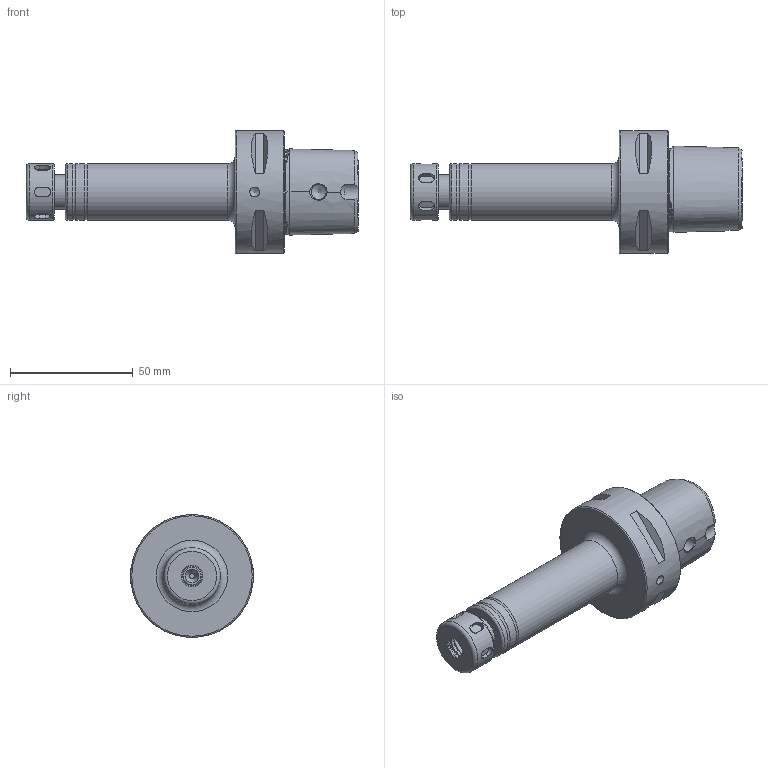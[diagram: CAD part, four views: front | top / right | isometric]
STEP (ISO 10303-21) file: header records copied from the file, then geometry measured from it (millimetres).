
FILE_DESCRIPTION((''),'2;1');
FILE_NAME('670000507105-3D.stp','2021-01-29T10:22:33',('nttooll'),(''),'Autodesk Inventor 2012','Autodesk Inventor 2012','');
FILE_SCHEMA(('AUTOMOTIVE_DESIGN { 1 0 10303 214 1 1 1 1 }'));
Length unit declared in the file: millimetre
Products named in the file (1): 670000507105-3D
Bounding box: 135 x 50 x 50 mm (x, y, z)
Volume: 82346.8 mm3; surface area: 22566.6 mm2
Topology: 1 solids, 1 shells, 160 faces, 341 edges, 212 vertices
Faces by surface type: plane 59, cylinder 51, cone 26, bspline 12, torus 11, sphere 1
Full cylindrical faces by diameter (mm): 1.7 x1, 3 x1, 3.5 x1, 4 x1, 5.5 x1, 5.745 x1, 6.1 x3, 7 x2, 7.3 x1, 8 x2, 8.5 x1, 8.79 x1, 9.7 x1, 12.1 x1, 14 x2, 14.5 x1, 16 x1, 17 x1, 21 x2, 23 x4, 24 x1, 50 x1
Entity records: 7726 total; most frequent: CARTESIAN_POINT 4627, DIRECTION 623, ORIENTED_EDGE 524, AXIS2_PLACEMENT_3D 270, EDGE_CURVE 262, EDGE_LOOP 258, VERTEX_POINT 200, FACE_OUTER_BOUND 160
